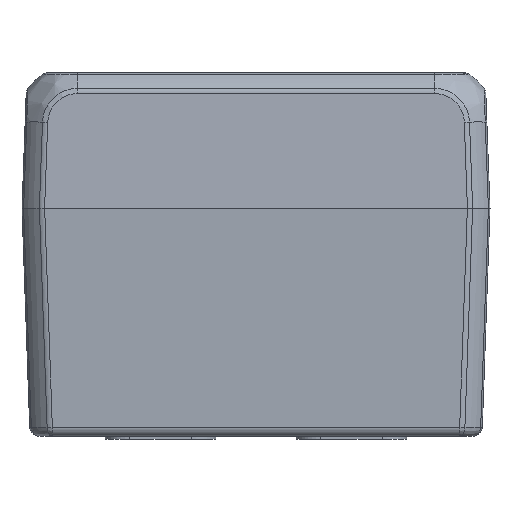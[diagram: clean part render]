
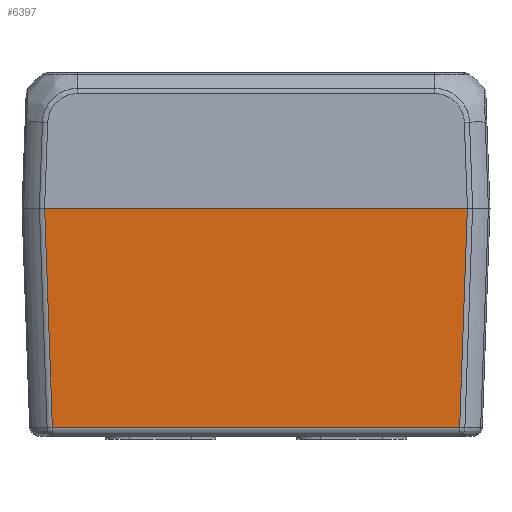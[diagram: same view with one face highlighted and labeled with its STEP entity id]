
A CAD part, left-side view. The second image highlights one B-rep face of the part: STEP entity #6397.
In plain terms, the highlighted planar face has unit normal (-0.999, 0, -0.035).
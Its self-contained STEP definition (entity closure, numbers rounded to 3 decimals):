
#10 = EDGE_CURVE ( 'NONE', #2489, #4986, #7050, .T. ) ;
#64 = DIRECTION ( 'NONE',  ( -0.035, -0.035, 0.999 ) ) ;
#91 = DIRECTION ( 'NONE',  ( -0.999, 0., -0.035 ) ) ;
#412 = VECTOR ( 'NONE', #64, 1000. ) ;
#518 = CARTESIAN_POINT ( 'NONE',  ( -38., 34.322, 37.5 ) ) ;
#1082 = LINE ( 'NONE', #6942, #1088 ) ;
#1088 = VECTOR ( 'NONE', #5808, 1000. ) ;
#1752 = CARTESIAN_POINT ( 'NONE',  ( -36.7, 33.468, 0.5 ) ) ;
#1774 = LINE ( 'NONE', #2969, #7491 ) ;
#1876 = CARTESIAN_POINT ( 'NONE',  ( -36.751, -33.073, 1.947 ) ) ;
#1930 = CARTESIAN_POINT ( 'NONE',  ( -36.751, -33.073, 1.947 ) ) ;
#2328 = ORIENTED_EDGE ( 'NONE', *, *, #6993, .T. ) ;
#2489 = VERTEX_POINT ( 'NONE', #1930 ) ;
#2708 = EDGE_CURVE ( 'NONE', #2489, #5672, #7119, .T. ) ;
#2969 = CARTESIAN_POINT ( 'NONE',  ( -38., 33.468, 37.5 ) ) ;
#3036 = ORIENTED_EDGE ( 'NONE', *, *, #2708, .T. ) ;
#3138 = CARTESIAN_POINT ( 'NONE',  ( -38., -34.322, 37.5 ) ) ;
#3157 = ORIENTED_EDGE ( 'NONE', *, *, #10, .F. ) ;
#3226 = EDGE_CURVE ( 'NONE', #5672, #3745, #1774, .T. ) ;
#3344 = ORIENTED_EDGE ( 'NONE', *, *, #3226, .T. ) ;
#3671 = AXIS2_PLACEMENT_3D ( 'NONE', #1752, #91, #5284 ) ;
#3745 = VERTEX_POINT ( 'NONE', #518 ) ;
#4105 = DIRECTION ( 'NONE',  ( 0., 1., 0. ) ) ;
#4144 = CARTESIAN_POINT ( 'NONE',  ( -36.751, 33.468, 1.947 ) ) ;
#4740 = EDGE_LOOP ( 'NONE', ( #3344, #2328, #3157, #3036 ) ) ;
#4986 = VERTEX_POINT ( 'NONE', #5805 ) ;
#5284 = DIRECTION ( 'NONE',  ( -0.035, 0., 0.999 ) ) ;
#5319 = FACE_OUTER_BOUND ( 'NONE', #4740, .T. ) ;
#5438 = VECTOR ( 'NONE', #4105, 1000. ) ;
#5672 = VERTEX_POINT ( 'NONE', #3138 ) ;
#5805 = CARTESIAN_POINT ( 'NONE',  ( -36.751, 33.073, 1.947 ) ) ;
#5808 = DIRECTION ( 'NONE',  ( 0.035, -0.035, -0.999 ) ) ;
#6397 = ADVANCED_FACE ( 'NONE', ( #5319 ), #7189, .T. ) ;
#6942 = CARTESIAN_POINT ( 'NONE',  ( -38., 34.322, 37.5 ) ) ;
#6993 = EDGE_CURVE ( 'NONE', #3745, #4986, #1082, .T. ) ;
#7050 = LINE ( 'NONE', #4144, #5438 ) ;
#7053 = DIRECTION ( 'NONE',  ( 0., 1., 0. ) ) ;
#7119 = LINE ( 'NONE', #1876, #412 ) ;
#7189 = PLANE ( 'NONE',  #3671 ) ;
#7491 = VECTOR ( 'NONE', #7053, 1000. ) ;
